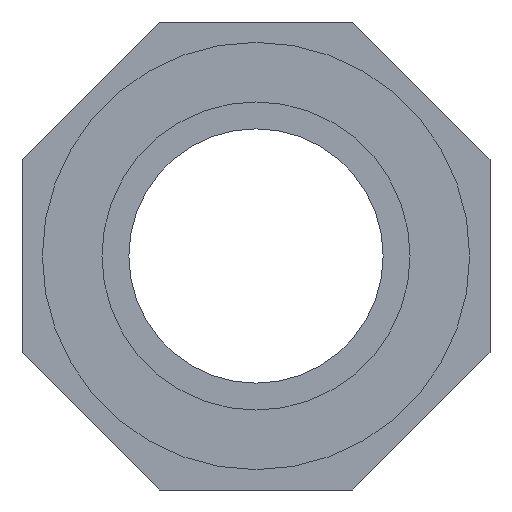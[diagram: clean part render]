
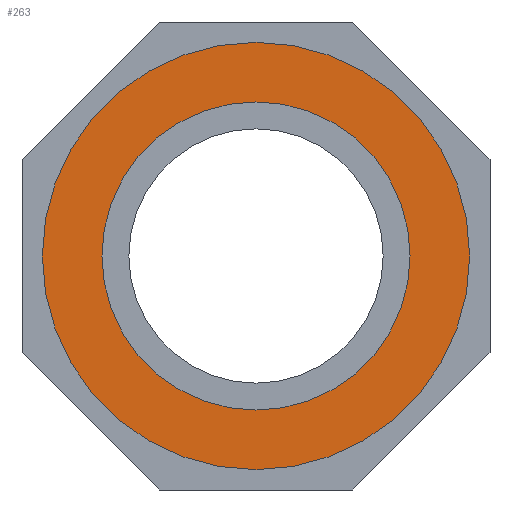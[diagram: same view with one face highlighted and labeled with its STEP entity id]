
A CAD part, left-side view. The second image highlights one B-rep face of the part: STEP entity #263.
In plain terms, the highlighted planar face has unit normal (-1, 0, 0).
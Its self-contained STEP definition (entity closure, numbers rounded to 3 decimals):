
#112=CARTESIAN_POINT('',(0.0,0.,21.0));
#113=VERTEX_POINT('',#112);
#114=CARTESIAN_POINT('',(0.0,0.0,0.0));
#115=DIRECTION('',(-1.0,0.0,0.0));
#116=DIRECTION('',(0.0,0.0,-1.0));
#117=AXIS2_PLACEMENT_3D('',#114,#115,#116);
#118=CIRCLE('',#117,21.0);
#119=EDGE_CURVE('',#113,#113,#118,.T.);
#196=CARTESIAN_POINT('',(0.0,0.,-15.145));
#197=VERTEX_POINT('',#196);
#198=CARTESIAN_POINT('',(0.0,0.0,0.0));
#199=DIRECTION('',(1.0,0.0,0.0));
#200=DIRECTION('',(0.0,0.0,1.0));
#201=AXIS2_PLACEMENT_3D('',#198,#199,#200);
#202=CIRCLE('',#201,15.145);
#203=EDGE_CURVE('',#197,#197,#202,.T.);
#252=CARTESIAN_POINT('',(0.0,0.0,0.0));
#253=DIRECTION('',(-1.0,0.0,0.0));
#254=DIRECTION('',(0.0,0.0,1.0));
#255=AXIS2_PLACEMENT_3D('',#252,#253,#254);
#256=PLANE('',#255);
#257=ORIENTED_EDGE('',*,*,#119,.T.);
#258=EDGE_LOOP('',(#257));
#259=FACE_OUTER_BOUND('',#258,.T.);
#260=ORIENTED_EDGE('',*,*,#203,.T.);
#261=EDGE_LOOP('',(#260));
#262=FACE_BOUND('',#261,.T.);
#263=ADVANCED_FACE('',(#259,#262),#256,.T.);
